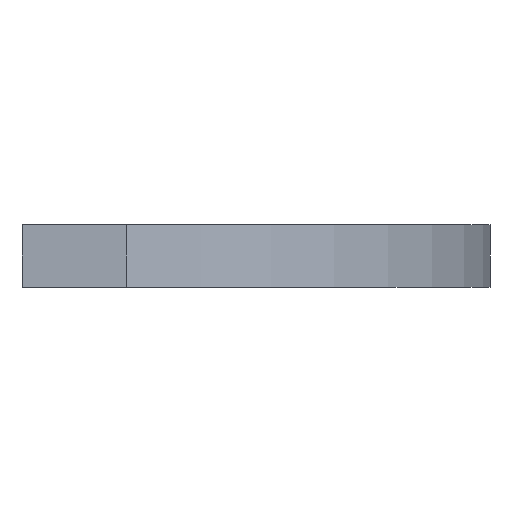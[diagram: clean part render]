
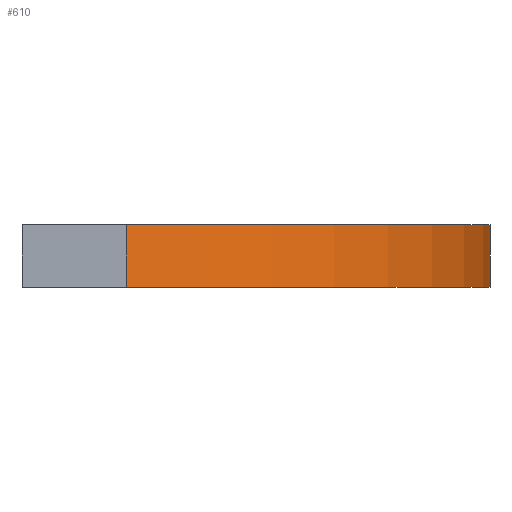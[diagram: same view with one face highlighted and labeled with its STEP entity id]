
A CAD part, left-side view. The second image highlights one B-rep face of the part: STEP entity #610.
In plain terms, the highlighted cylindrical face has radius 225 mm (diameter 450 mm), a partial arc.
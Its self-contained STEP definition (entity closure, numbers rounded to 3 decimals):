
#88=FACE_OUTER_BOUND('',#134,.T.);
#134=EDGE_LOOP('',(#507,#508,#509,#510));
#186=LINE('',#1045,#224);
#187=LINE('',#1051,#225);
#224=VECTOR('',#875,10.);
#225=VECTOR('',#882,10.);
#271=CIRCLE('',#706,225.);
#272=CIRCLE('',#707,225.);
#317=VERTEX_POINT('',#1041);
#318=VERTEX_POINT('',#1043);
#319=VERTEX_POINT('',#1047);
#320=VERTEX_POINT('',#1049);
#390=EDGE_CURVE('',#317,#318,#186,.T.);
#391=EDGE_CURVE('',#317,#319,#271,.T.);
#392=EDGE_CURVE('',#320,#318,#272,.T.);
#393=EDGE_CURVE('',#319,#320,#187,.T.);
#507=ORIENTED_EDGE('',*,*,#391,.F.);
#508=ORIENTED_EDGE('',*,*,#390,.T.);
#509=ORIENTED_EDGE('',*,*,#392,.F.);
#510=ORIENTED_EDGE('',*,*,#393,.F.);
#579=CYLINDRICAL_SURFACE('',#705,225.);
#610=ADVANCED_FACE('',(#88),#579,.T.);
#705=AXIS2_PLACEMENT_3D('',#1046,#876,#877);
#706=AXIS2_PLACEMENT_3D('',#1048,#878,#879);
#707=AXIS2_PLACEMENT_3D('',#1050,#880,#881);
#875=DIRECTION('',(0.,0.,-1.));
#876=DIRECTION('center_axis',(0.,0.,-1.));
#877=DIRECTION('ref_axis',(1.,0.,0.));
#878=DIRECTION('center_axis',(0.,0.,1.));
#879=DIRECTION('ref_axis',(1.,0.,0.));
#880=DIRECTION('center_axis',(0.,0.,-1.));
#881=DIRECTION('ref_axis',(1.,0.,0.));
#882=DIRECTION('',(0.,0.,-1.));
#1041=CARTESIAN_POINT('',(-219.374,-50.,0.));
#1043=CARTESIAN_POINT('',(-219.374,-50.,-30.));
#1045=CARTESIAN_POINT('',(-219.374,-50.,0.));
#1046=CARTESIAN_POINT('Origin',(0.,0.,0.));
#1047=CARTESIAN_POINT('',(219.374,-50.,0.));
#1048=CARTESIAN_POINT('Origin',(0.,0.,0.));
#1049=CARTESIAN_POINT('',(219.374,-50.,-30.));
#1050=CARTESIAN_POINT('Origin',(0.,0.,-30.));
#1051=CARTESIAN_POINT('',(219.374,-50.,0.));
